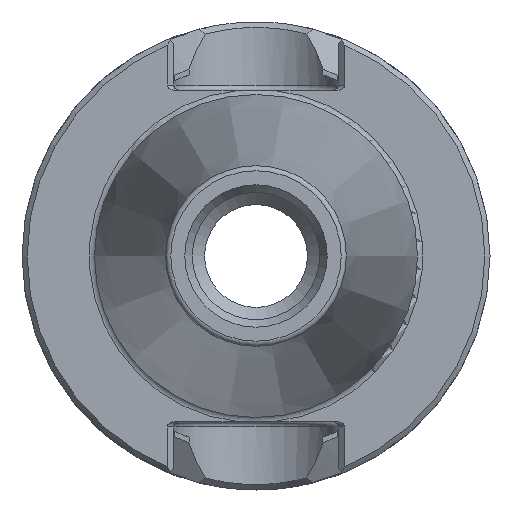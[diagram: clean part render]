
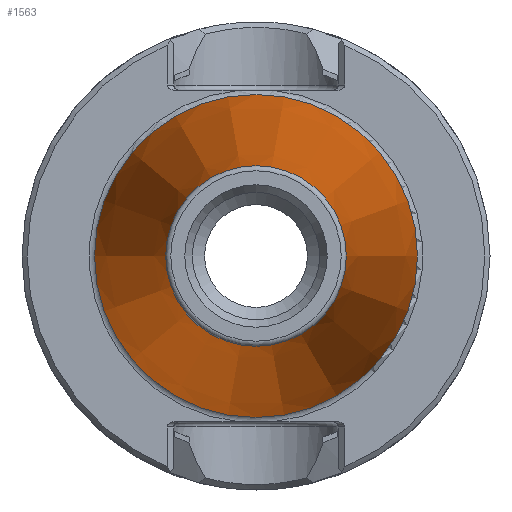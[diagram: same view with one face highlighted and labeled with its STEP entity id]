
A CAD part, left-side view. The second image highlights one B-rep face of the part: STEP entity #1563.
In plain terms, the highlighted conical face has half-angle 8.297 degrees and reference radius 12.345 mm.
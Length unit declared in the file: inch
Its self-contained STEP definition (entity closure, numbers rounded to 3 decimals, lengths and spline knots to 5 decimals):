
#243=CONICAL_SURFACE('',#1722,0.48602,8.297);
#347=FACE_BOUND('',#558,.T.);
#427=FACE_OUTER_BOUND('',#557,.T.);
#557=EDGE_LOOP('',(#1297));
#558=EDGE_LOOP('',(#1298));
#660=CIRCLE('',#1705,0.625);
#668=CIRCLE('',#1720,0.34954);
#797=VERTEX_POINT('',#2749);
#805=VERTEX_POINT('',#2772);
#985=EDGE_CURVE('',#797,#797,#660,.T.);
#993=EDGE_CURVE('',#805,#805,#668,.T.);
#1297=ORIENTED_EDGE('',*,*,#985,.F.);
#1298=ORIENTED_EDGE('',*,*,#993,.F.);
#1563=ADVANCED_FACE('',(#427,#347),#243,.T.);
#1705=AXIS2_PLACEMENT_3D('',#2750,#2049,#2050);
#1720=AXIS2_PLACEMENT_3D('',#2773,#2079,#2080);
#1722=AXIS2_PLACEMENT_3D('',#2775,#2083,#2084);
#2049=DIRECTION('center_axis',(1.,0.,0.));
#2050=DIRECTION('ref_axis',(0.,1.,0.));
#2079=DIRECTION('center_axis',(-1.,0.,0.));
#2080=DIRECTION('ref_axis',(0.,-1.,0.));
#2083=DIRECTION('center_axis',(1.,0.,0.));
#2084=DIRECTION('ref_axis',(0.,1.,0.));
#2749=CARTESIAN_POINT('',(0.,0.625,0.));
#2750=CARTESIAN_POINT('Origin',(0.,0.,0.));
#2772=CARTESIAN_POINT('',(-1.88889,0.34954,0.));
#2773=CARTESIAN_POINT('Origin',(-1.88889,0.,0.));
#2775=CARTESIAN_POINT('Origin',(-0.953,0.,0.));
